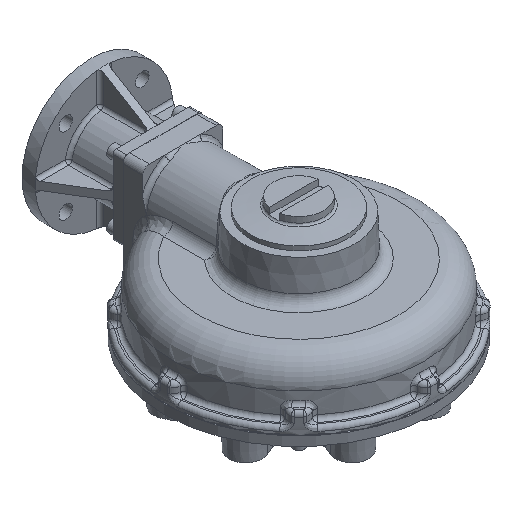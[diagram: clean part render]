
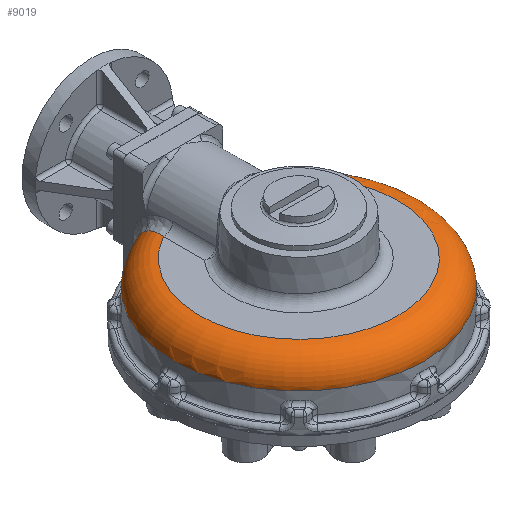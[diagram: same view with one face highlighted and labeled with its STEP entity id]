
A CAD part, isometric view. The second image highlights one B-rep face of the part: STEP entity #9019.
In plain terms, the highlighted toroidal (fillet/blend) face has major radius 151.5 mm and minor radius 40 mm.
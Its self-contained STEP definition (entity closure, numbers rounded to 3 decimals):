
#358=B_SPLINE_CURVE_WITH_KNOTS('',3,(#25266,#25267,#25268,#25269,#25270,
#25271,#25272,#25273),.UNSPECIFIED.,.F.,.F.,(4,1,1,1,1,4),(0.035,
0.043,0.048,0.052,0.06,
0.068),.UNSPECIFIED.);
#361=B_SPLINE_CURVE_WITH_KNOTS('',3,(#25359,#25360,#25361,#25362,#25363,
#25364,#25365),.UNSPECIFIED.,.F.,.F.,(4,1,1,1,4),(0.,0.008,
0.017,0.025,0.034),.UNSPECIFIED.);
#364=B_SPLINE_CURVE_WITH_KNOTS('',3,(#25463,#25464,#25465,#25466,#25467,
#25468,#25469,#25470),.UNSPECIFIED.,.F.,.F.,(4,1,1,1,1,4),(0.,0.009,
0.013,0.017,0.026,0.034),
 .UNSPECIFIED.);
#366=B_SPLINE_CURVE_WITH_KNOTS('',3,(#25592,#25593,#25594,#25595,#25596,
#25597,#25598,#25599,#25600),.UNSPECIFIED.,.F.,.F.,(4,1,1,1,1,1,4),(0.,
0.008,0.013,0.017,0.021,
0.025,0.034),.UNSPECIFIED.);
#458=TOROIDAL_SURFACE('',#12805,151.5,40.);
#3944=ORIENTED_EDGE('',*,*,#5409,.F.);
#3945=ORIENTED_EDGE('',*,*,#5385,.T.);
#3946=ORIENTED_EDGE('',*,*,#5381,.T.);
#3947=ORIENTED_EDGE('',*,*,#5410,.F.);
#3948=ORIENTED_EDGE('',*,*,#5399,.T.);
#3949=ORIENTED_EDGE('',*,*,#5396,.T.);
#5381=EDGE_CURVE('',#6241,#6239,#358,.T.);
#5385=EDGE_CURVE('',#6243,#6241,#361,.T.);
#5396=EDGE_CURVE('',#6247,#6246,#364,.T.);
#5399=EDGE_CURVE('',#6249,#6247,#366,.T.);
#5409=EDGE_CURVE('',#6243,#6246,#6877,.T.);
#5410=EDGE_CURVE('',#6249,#6239,#6878,.F.);
#6239=VERTEX_POINT('',#25169);
#6241=VERTEX_POINT('',#25255);
#6243=VERTEX_POINT('',#25345);
#6246=VERTEX_POINT('',#25376);
#6247=VERTEX_POINT('',#25449);
#6249=VERTEX_POINT('',#25580);
#6877=CIRCLE('',#12806,151.5);
#6878=CIRCLE('',#12807,191.5);
#7574=EDGE_LOOP('',(#3944,#3945,#3946,#3947,#3948,#3949));
#8291=FACE_BOUND('',#7574,.T.);
#9019=ADVANCED_FACE('',(#8291),#458,.T.);
#12805=AXIS2_PLACEMENT_3D('',#25699,#15530,#15531);
#12806=AXIS2_PLACEMENT_3D('',#25700,#15532,#15533);
#12807=AXIS2_PLACEMENT_3D('',#25701,#15534,#15535);
#15530=DIRECTION('',(0.,0.,1.));
#15531=DIRECTION('',(-1.,0.,0.));
#15532=DIRECTION('',(0.,0.,1.));
#15533=DIRECTION('',(-1.,0.,0.));
#15534=DIRECTION('',(0.,0.,1.));
#15535=DIRECTION('',(-1.,0.,0.));
#25169=CARTESIAN_POINT('',(-70.479,-3.916,-40.3));
#25255=CARTESIAN_POINT('',(-71.894,-18.352,-10.991));
#25266=CARTESIAN_POINT('',(-71.894,-18.352,-10.991));
#25267=CARTESIAN_POINT('',(-71.661,-16.151,-12.776));
#25268=CARTESIAN_POINT('',(-71.359,-13.172,-15.734));
#25269=CARTESIAN_POINT('',(-71.036,-9.87,-20.24));
#25270=CARTESIAN_POINT('',(-70.765,-7.027,-25.187));
#25271=CARTESIAN_POINT('',(-70.542,-4.612,-31.752));
#25272=CARTESIAN_POINT('',(-70.479,-3.916,-37.45));
#25273=CARTESIAN_POINT('',(-70.479,-3.916,-40.3));
#25345=CARTESIAN_POINT('',(-74.565,-50.095,-0.3));
#25359=CARTESIAN_POINT('',(-74.565,-50.095,-0.3));
#25360=CARTESIAN_POINT('',(-74.145,-47.244,-0.3));
#25361=CARTESIAN_POINT('',(-73.45,-41.599,-0.688));
#25362=CARTESIAN_POINT('',(-72.815,-33.338,-2.572));
#25363=CARTESIAN_POINT('',(-72.429,-25.33,-5.993));
#25364=CARTESIAN_POINT('',(-72.13,-20.591,-9.175));
#25365=CARTESIAN_POINT('',(-71.894,-18.352,-10.991));
#25376=CARTESIAN_POINT('',(74.565,-50.095,-0.3));
#25449=CARTESIAN_POINT('',(71.894,-18.352,-10.991));
#25463=CARTESIAN_POINT('',(71.894,-18.352,-10.991));
#25464=CARTESIAN_POINT('',(72.129,-20.584,-9.181));
#25465=CARTESIAN_POINT('',(72.354,-24.133,-6.804));
#25466=CARTESIAN_POINT('',(72.616,-29.24,-4.318));
#25467=CARTESIAN_POINT('',(72.916,-34.634,-2.283));
#25468=CARTESIAN_POINT('',(73.444,-41.555,-0.69));
#25469=CARTESIAN_POINT('',(74.145,-47.248,-0.3));
#25470=CARTESIAN_POINT('',(74.565,-50.095,-0.3));
#25580=CARTESIAN_POINT('',(70.479,-3.916,-40.3));
#25592=CARTESIAN_POINT('',(70.479,-3.916,-40.3));
#25593=CARTESIAN_POINT('',(70.479,-3.916,-37.454));
#25594=CARTESIAN_POINT('',(70.524,-4.414,-33.281));
#25595=CARTESIAN_POINT('',(70.675,-6.052,-27.841));
#25596=CARTESIAN_POINT('',(70.833,-7.737,-23.954));
#25597=CARTESIAN_POINT('',(71.032,-9.825,-20.31));
#25598=CARTESIAN_POINT('',(71.359,-13.177,-15.717));
#25599=CARTESIAN_POINT('',(71.663,-16.171,-12.76));
#25600=CARTESIAN_POINT('',(71.894,-18.352,-10.991));
#25699=CARTESIAN_POINT('',(0.,-181.975,-40.3));
#25700=CARTESIAN_POINT('',(0.,-181.975,-0.3));
#25701=CARTESIAN_POINT('',(0.,-181.975,-40.3));
